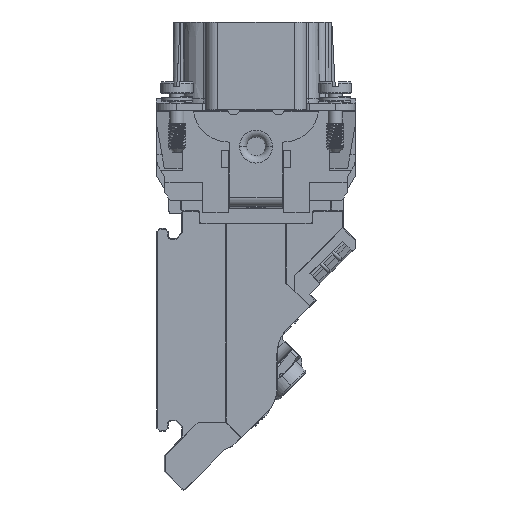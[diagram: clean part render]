
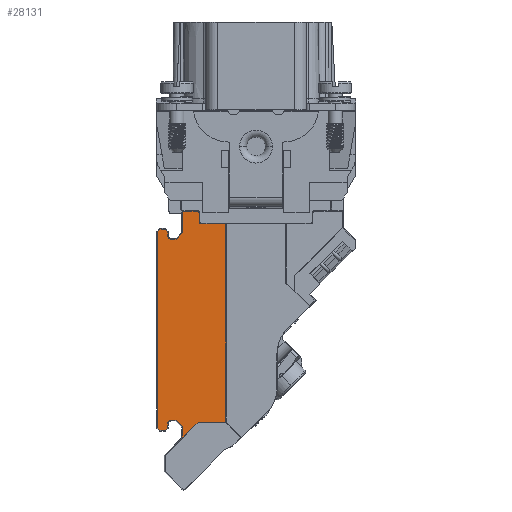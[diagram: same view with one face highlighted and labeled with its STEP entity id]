
A CAD part, front view. The second image highlights one B-rep face of the part: STEP entity #28131.
In plain terms, the highlighted planar face has unit normal (0, -1, 0).
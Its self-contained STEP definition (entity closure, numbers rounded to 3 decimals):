
#22156=B_SPLINE_CURVE_WITH_KNOTS('',3,(#146224,#146225,#146226,#146227),
 .UNSPECIFIED.,.F.,.F.,(4,4),(0.,1.),.UNSPECIFIED.);
#22159=B_SPLINE_CURVE_WITH_KNOTS('',3,(#146300,#146301,#146302,#146303),
 .UNSPECIFIED.,.F.,.F.,(4,4),(0.,1.),.UNSPECIFIED.);
#24338=CIRCLE('',#102217,0.601);
#24339=CIRCLE('',#102218,0.601);
#28131=ADVANCED_FACE('',(#34679),#31161,.T.);
#31161=PLANE('',#102219);
#34679=FACE_OUTER_BOUND('',#38746,.T.);
#38746=EDGE_LOOP('',(#57166,#57167,#57168,#57169,#57170,#57171,#57172,#57173,
#57174,#57175,#57176,#57177,#57178,#57179,#57180,#57181,#57182,#57183,#57184,
#57185,#57186,#57187,#57188,#57189,#57190));
#57166=ORIENTED_EDGE('',*,*,#79800,.F.);
#57167=ORIENTED_EDGE('',*,*,#79801,.T.);
#57168=ORIENTED_EDGE('',*,*,#79802,.F.);
#57169=ORIENTED_EDGE('',*,*,#79803,.F.);
#57170=ORIENTED_EDGE('',*,*,#79804,.F.);
#57171=ORIENTED_EDGE('',*,*,#79805,.F.);
#57172=ORIENTED_EDGE('',*,*,#79806,.F.);
#57173=ORIENTED_EDGE('',*,*,#79807,.F.);
#57174=ORIENTED_EDGE('',*,*,#79808,.F.);
#57175=ORIENTED_EDGE('',*,*,#79809,.F.);
#57176=ORIENTED_EDGE('',*,*,#79810,.F.);
#57177=ORIENTED_EDGE('',*,*,#79811,.F.);
#57178=ORIENTED_EDGE('',*,*,#79812,.F.);
#57179=ORIENTED_EDGE('',*,*,#79813,.F.);
#57180=ORIENTED_EDGE('',*,*,#79814,.F.);
#57181=ORIENTED_EDGE('',*,*,#79815,.F.);
#57182=ORIENTED_EDGE('',*,*,#79816,.F.);
#57183=ORIENTED_EDGE('',*,*,#79817,.F.);
#57184=ORIENTED_EDGE('',*,*,#79818,.T.);
#57185=ORIENTED_EDGE('',*,*,#79819,.F.);
#57186=ORIENTED_EDGE('',*,*,#79820,.F.);
#57187=ORIENTED_EDGE('',*,*,#79821,.F.);
#57188=ORIENTED_EDGE('',*,*,#79822,.T.);
#57189=ORIENTED_EDGE('',*,*,#79785,.F.);
#57190=ORIENTED_EDGE('',*,*,#79789,.T.);
#69163=VERTEX_POINT('',#146217);
#69164=VERTEX_POINT('',#146218);
#69165=VERTEX_POINT('',#146223);
#69176=VERTEX_POINT('',#146257);
#69177=VERTEX_POINT('',#146259);
#69178=VERTEX_POINT('',#146261);
#69179=VERTEX_POINT('',#146263);
#69180=VERTEX_POINT('',#146265);
#69181=VERTEX_POINT('',#146267);
#69182=VERTEX_POINT('',#146269);
#69183=VERTEX_POINT('',#146271);
#69184=VERTEX_POINT('',#146273);
#69185=VERTEX_POINT('',#146275);
#69186=VERTEX_POINT('',#146277);
#69187=VERTEX_POINT('',#146279);
#69188=VERTEX_POINT('',#146281);
#69189=VERTEX_POINT('',#146283);
#69190=VERTEX_POINT('',#146285);
#69191=VERTEX_POINT('',#146287);
#69192=VERTEX_POINT('',#146289);
#69193=VERTEX_POINT('',#146291);
#69194=VERTEX_POINT('',#146293);
#69195=VERTEX_POINT('',#146295);
#69196=VERTEX_POINT('',#146297);
#69197=VERTEX_POINT('',#146299);
#79785=EDGE_CURVE('',#69163,#69164,#88749,.T.);
#79789=EDGE_CURVE('',#69163,#69165,#22156,.T.);
#79800=EDGE_CURVE('',#69176,#69165,#88761,.T.);
#79801=EDGE_CURVE('',#69176,#69177,#88762,.T.);
#79802=EDGE_CURVE('',#69178,#69177,#88763,.T.);
#79803=EDGE_CURVE('',#69179,#69178,#88764,.T.);
#79804=EDGE_CURVE('',#69180,#69179,#24338,.T.);
#79805=EDGE_CURVE('',#69181,#69180,#88765,.T.);
#79806=EDGE_CURVE('',#69182,#69181,#88766,.T.);
#79807=EDGE_CURVE('',#69183,#69182,#88767,.T.);
#79808=EDGE_CURVE('',#69184,#69183,#88768,.T.);
#79809=EDGE_CURVE('',#69185,#69184,#88769,.T.);
#79810=EDGE_CURVE('',#69186,#69185,#88770,.T.);
#79811=EDGE_CURVE('',#69187,#69186,#88771,.T.);
#79812=EDGE_CURVE('',#69188,#69187,#88772,.T.);
#79813=EDGE_CURVE('',#69189,#69188,#88773,.T.);
#79814=EDGE_CURVE('',#69190,#69189,#24339,.T.);
#79815=EDGE_CURVE('',#69191,#69190,#88774,.T.);
#79816=EDGE_CURVE('',#69192,#69191,#88775,.T.);
#79817=EDGE_CURVE('',#69193,#69192,#88776,.T.);
#79818=EDGE_CURVE('',#69193,#69194,#88777,.T.);
#79819=EDGE_CURVE('',#69195,#69194,#88778,.T.);
#79820=EDGE_CURVE('',#69196,#69195,#88779,.T.);
#79821=EDGE_CURVE('',#69197,#69196,#88780,.T.);
#79822=EDGE_CURVE('',#69197,#69164,#22159,.T.);
#88749=LINE('',#146216,#96344);
#88761=LINE('',#146256,#96356);
#88762=LINE('',#146258,#96357);
#88763=LINE('',#146260,#96358);
#88764=LINE('',#146262,#96359);
#88765=LINE('',#146266,#96360);
#88766=LINE('',#146268,#96361);
#88767=LINE('',#146270,#96362);
#88768=LINE('',#146272,#96363);
#88769=LINE('',#146274,#96364);
#88770=LINE('',#146276,#96365);
#88771=LINE('',#146278,#96366);
#88772=LINE('',#146280,#96367);
#88773=LINE('',#146282,#96368);
#88774=LINE('',#146286,#96369);
#88775=LINE('',#146288,#96370);
#88776=LINE('',#146290,#96371);
#88777=LINE('',#146292,#96372);
#88778=LINE('',#146294,#96373);
#88779=LINE('',#146296,#96374);
#88780=LINE('',#146298,#96375);
#96344=VECTOR('',#118821,1.);
#96356=VECTOR('',#118839,1.);
#96357=VECTOR('',#118840,1.);
#96358=VECTOR('',#118841,1.);
#96359=VECTOR('',#118842,1.);
#96360=VECTOR('',#118845,1.);
#96361=VECTOR('',#118846,1.);
#96362=VECTOR('',#118847,1.);
#96363=VECTOR('',#118848,1.);
#96364=VECTOR('',#118849,1.);
#96365=VECTOR('',#118850,1.);
#96366=VECTOR('',#118851,1.);
#96367=VECTOR('',#118852,1.);
#96368=VECTOR('',#118853,1.);
#96369=VECTOR('',#118856,1.);
#96370=VECTOR('',#118857,1.);
#96371=VECTOR('',#118858,1.);
#96372=VECTOR('',#118859,1.);
#96373=VECTOR('',#118860,1.);
#96374=VECTOR('',#118861,1.);
#96375=VECTOR('',#118862,1.);
#102217=AXIS2_PLACEMENT_3D('',#146264,#118843,#118844);
#102218=AXIS2_PLACEMENT_3D('',#146284,#118854,#118855);
#102219=AXIS2_PLACEMENT_3D('',#146304,#118863,#118864);
#118821=DIRECTION('',(0.,0.,-1.));
#118839=DIRECTION('',(1.,0.,0.));
#118840=DIRECTION('',(0.,0.,-1.));
#118841=DIRECTION('',(0.707,0.,0.707));
#118842=DIRECTION('',(1.,0.,0.));
#118843=DIRECTION('',(0.,-1.,0.));
#118844=DIRECTION('',(-1.,0.,0.));
#118845=DIRECTION('',(0.,0.,-1.));
#118846=DIRECTION('',(0.707,0.,-0.707));
#118847=DIRECTION('',(1.,0.,0.));
#118848=DIRECTION('',(0.707,0.,0.707));
#118849=DIRECTION('',(0.,0.,1.));
#118850=DIRECTION('',(-0.707,0.,0.707));
#118851=DIRECTION('',(-1.,0.,0.));
#118852=DIRECTION('',(-0.707,0.,-0.707));
#118853=DIRECTION('',(0.,0.,-1.));
#118854=DIRECTION('',(0.,-1.,0.));
#118855=DIRECTION('',(0.,0.,1.));
#118856=DIRECTION('',(-1.,0.,0.));
#118857=DIRECTION('',(-0.707,0.,0.707));
#118858=DIRECTION('',(0.,0.,1.));
#118859=DIRECTION('',(0.707,0.,0.707));
#118860=DIRECTION('',(-1.,0.,0.));
#118861=DIRECTION('',(0.,0.,-1.));
#118862=DIRECTION('',(1.,0.,0.));
#118863=DIRECTION('',(0.,-1.,0.));
#118864=DIRECTION('',(-1.,0.,0.));
#146216=CARTESIAN_POINT('',(-9.693,-8.87,-19.431));
#146217=CARTESIAN_POINT('',(-9.693,-8.87,-19.431));
#146218=CARTESIAN_POINT('',(-9.693,-8.87,-20.932));
#146223=CARTESIAN_POINT('',(-9.992,-8.87,-19.132));
#146224=CARTESIAN_POINT('',(-9.693,-8.87,-19.431));
#146225=CARTESIAN_POINT('',(-9.693,-8.87,-19.266));
#146226=CARTESIAN_POINT('',(-9.826,-8.87,-19.132));
#146227=CARTESIAN_POINT('',(-9.992,-8.87,-19.132));
#146256=CARTESIAN_POINT('',(-12.525,-8.87,-19.132));
#146257=CARTESIAN_POINT('',(-12.525,-8.87,-19.132));
#146258=CARTESIAN_POINT('',(-12.525,-8.87,-19.132));
#146259=CARTESIAN_POINT('',(-12.525,-8.87,-22.787));
#146260=CARTESIAN_POINT('',(-13.586,-8.87,-23.848));
#146261=CARTESIAN_POINT('',(-13.586,-8.87,-23.848));
#146262=CARTESIAN_POINT('',(-14.429,-8.87,-23.848));
#146263=CARTESIAN_POINT('',(-14.429,-8.87,-23.848));
#146264=CARTESIAN_POINT('',(-14.429,-8.87,-23.246));
#146265=CARTESIAN_POINT('',(-15.03,-8.87,-23.246));
#146266=CARTESIAN_POINT('',(-15.03,-8.87,-22.587));
#146267=CARTESIAN_POINT('',(-15.03,-8.87,-22.587));
#146268=CARTESIAN_POINT('',(-15.472,-8.87,-22.144));
#146269=CARTESIAN_POINT('',(-15.472,-8.87,-22.144));
#146270=CARTESIAN_POINT('',(-16.341,-8.87,-22.144));
#146271=CARTESIAN_POINT('',(-16.341,-8.87,-22.144));
#146272=CARTESIAN_POINT('',(-16.783,-8.87,-22.587));
#146273=CARTESIAN_POINT('',(-16.783,-8.87,-22.587));
#146274=CARTESIAN_POINT('',(-16.783,-8.87,-55.97));
#146275=CARTESIAN_POINT('',(-16.783,-8.87,-55.97));
#146276=CARTESIAN_POINT('',(-16.341,-8.87,-56.412));
#146277=CARTESIAN_POINT('',(-16.341,-8.87,-56.412));
#146278=CARTESIAN_POINT('',(-15.472,-8.87,-56.412));
#146279=CARTESIAN_POINT('',(-15.472,-8.87,-56.412));
#146280=CARTESIAN_POINT('',(-15.03,-8.87,-55.97));
#146281=CARTESIAN_POINT('',(-15.03,-8.87,-55.97));
#146282=CARTESIAN_POINT('',(-15.03,-8.87,-55.31));
#146283=CARTESIAN_POINT('',(-15.03,-8.87,-55.31));
#146284=CARTESIAN_POINT('',(-14.429,-8.87,-55.31));
#146285=CARTESIAN_POINT('',(-14.429,-8.87,-54.709));
#146286=CARTESIAN_POINT('',(-13.586,-8.87,-54.709));
#146287=CARTESIAN_POINT('',(-13.586,-8.87,-54.709));
#146288=CARTESIAN_POINT('',(-12.525,-8.87,-55.77));
#146289=CARTESIAN_POINT('',(-12.525,-8.87,-55.77));
#146290=CARTESIAN_POINT('',(-12.525,-8.87,-57.716));
#146291=CARTESIAN_POINT('',(-12.525,-8.87,-57.716));
#146292=CARTESIAN_POINT('',(-12.525,-8.87,-57.716));
#146293=CARTESIAN_POINT('',(-9.822,-8.87,-55.014));
#146294=CARTESIAN_POINT('',(-5.173,-8.87,-55.014));
#146295=CARTESIAN_POINT('',(-5.173,-8.87,-55.014));
#146296=CARTESIAN_POINT('',(-5.173,-8.87,-21.232));
#146297=CARTESIAN_POINT('',(-5.173,-8.87,-21.232));
#146298=CARTESIAN_POINT('',(-9.393,-8.87,-21.232));
#146299=CARTESIAN_POINT('',(-9.393,-8.87,-21.232));
#146300=CARTESIAN_POINT('',(-9.393,-8.87,-21.232));
#146301=CARTESIAN_POINT('',(-9.558,-8.87,-21.232));
#146302=CARTESIAN_POINT('',(-9.693,-8.87,-21.098));
#146303=CARTESIAN_POINT('',(-9.693,-8.87,-20.932));
#146304=CARTESIAN_POINT('',(0.,-8.87,0.));
